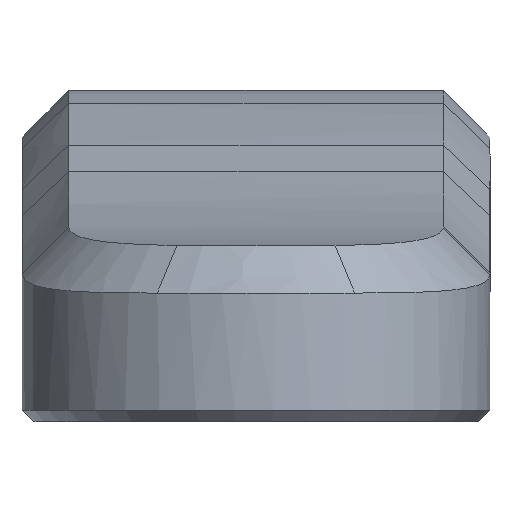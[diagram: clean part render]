
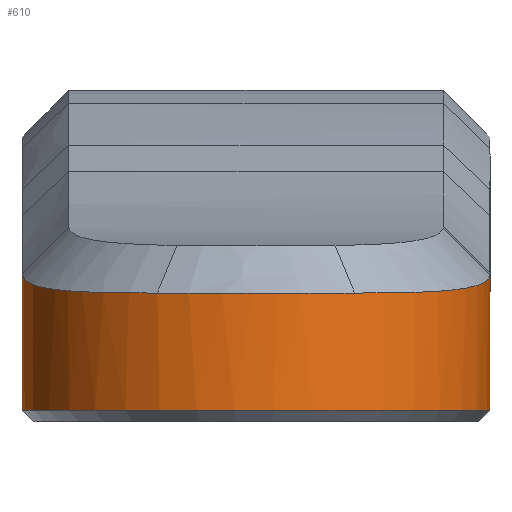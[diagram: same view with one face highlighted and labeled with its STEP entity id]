
A CAD part, front view. The second image highlights one B-rep face of the part: STEP entity #610.
In plain terms, the highlighted cylindrical face has radius 10 mm (diameter 20 mm), a partial arc.
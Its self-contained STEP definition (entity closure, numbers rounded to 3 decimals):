
#28=CYLINDRICAL_SURFACE('',#662,10.);
#41=CIRCLE('',#663,10.);
#68=B_SPLINE_CURVE_WITH_KNOTS('',3,(#1011,#1012,#1013,#1014,#1015,#1016,
#1017,#1018,#1019),.UNSPECIFIED.,.F.,.F.,(4,1,1,1,1,1,4),(4.603,
4.757,5.065,5.219,5.373,5.528,
5.682),.UNSPECIFIED.);
#71=B_SPLINE_CURVE_WITH_KNOTS('',3,(#1059,#1060,#1061,#1062,#1063),
 .UNSPECIFIED.,.F.,.F.,(4,1,4),(-5.128,-4.755,-4.257),
 .UNSPECIFIED.);
#73=B_SPLINE_CURVE_WITH_KNOTS('',3,(#1102,#1103,#1104,#1105,#1106,#1107,
#1108),.UNSPECIFIED.,.F.,.F.,(4,1,1,1,4),(0.417,0.568,
0.871,1.174,1.477),.UNSPECIFIED.);
#114=FACE_OUTER_BOUND('',#155,.T.);
#155=EDGE_LOOP('',(#490,#491,#492,#493,#494,#495));
#204=LINE('',#1265,#249);
#205=LINE('',#1268,#250);
#249=VECTOR('',#765,10.);
#250=VECTOR('',#768,10.);
#286=VERTEX_POINT('',#960);
#288=VERTEX_POINT('',#1010);
#290=VERTEX_POINT('',#1051);
#292=VERTEX_POINT('',#1092);
#301=VERTEX_POINT('',#1264);
#302=VERTEX_POINT('',#1266);
#346=EDGE_CURVE('',#286,#288,#68,.T.);
#351=EDGE_CURVE('',#288,#290,#71,.T.);
#354=EDGE_CURVE('',#290,#292,#73,.T.);
#373=EDGE_CURVE('',#286,#301,#204,.F.);
#374=EDGE_CURVE('',#302,#301,#41,.T.);
#375=EDGE_CURVE('',#302,#292,#205,.T.);
#490=ORIENTED_EDGE('',*,*,#354,.F.);
#491=ORIENTED_EDGE('',*,*,#351,.F.);
#492=ORIENTED_EDGE('',*,*,#346,.F.);
#493=ORIENTED_EDGE('',*,*,#373,.T.);
#494=ORIENTED_EDGE('',*,*,#374,.F.);
#495=ORIENTED_EDGE('',*,*,#375,.T.);
#610=ADVANCED_FACE('',(#114),#28,.T.);
#662=AXIS2_PLACEMENT_3D('',#1263,#763,#764);
#663=AXIS2_PLACEMENT_3D('',#1267,#766,#767);
#763=DIRECTION('center_axis',(0.,0.,1.));
#764=DIRECTION('ref_axis',(-0.01,-1.,0.));
#765=DIRECTION('',(0.,0.,1.));
#766=DIRECTION('center_axis',(0.,0.,-1.));
#767=DIRECTION('ref_axis',(1.,-0.02,0.));
#768=DIRECTION('',(0.,0.,1.));
#960=CARTESIAN_POINT('',(-9.998,-29.803,6.332));
#1010=CARTESIAN_POINT('',(-4.218,-39.067,5.5));
#1011=CARTESIAN_POINT('Ctrl Pts',(-9.998,-29.803,6.332));
#1012=CARTESIAN_POINT('Ctrl Pts',(-10.008,-30.331,6.236));
#1013=CARTESIAN_POINT('Ctrl Pts',(-9.916,-31.974,5.965));
#1014=CARTESIAN_POINT('Ctrl Pts',(-9.215,-34.174,5.715));
#1015=CARTESIAN_POINT('Ctrl Pts',(-8.001,-36.072,5.582));
#1016=CARTESIAN_POINT('Ctrl Pts',(-6.934,-37.264,5.528));
#1017=CARTESIAN_POINT('Ctrl Pts',(-5.679,-38.286,5.503));
#1018=CARTESIAN_POINT('Ctrl Pts',(-4.716,-38.835,5.5));
#1019=CARTESIAN_POINT('Ctrl Pts',(-4.218,-39.067,5.5));
#1051=CARTESIAN_POINT('',(4.218,-39.067,5.5));
#1059=CARTESIAN_POINT('Ctrl Pts',(-4.218,-39.067,5.5));
#1060=CARTESIAN_POINT('Ctrl Pts',(-3.09,-39.592,5.5));
#1061=CARTESIAN_POINT('Ctrl Pts',(-0.227,-40.32,5.5));
#1062=CARTESIAN_POINT('Ctrl Pts',(2.714,-39.767,5.5));
#1063=CARTESIAN_POINT('Ctrl Pts',(4.218,-39.067,5.5));
#1092=CARTESIAN_POINT('',(10.,-30.,6.297));
#1102=CARTESIAN_POINT('Ctrl Pts',(4.218,-39.067,5.5));
#1103=CARTESIAN_POINT('Ctrl Pts',(4.707,-38.839,5.5));
#1104=CARTESIAN_POINT('Ctrl Pts',(6.129,-38.02,5.506));
#1105=CARTESIAN_POINT('Ctrl Pts',(8.032,-36.243,5.557));
#1106=CARTESIAN_POINT('Ctrl Pts',(9.66,-33.264,5.792));
#1107=CARTESIAN_POINT('Ctrl Pts',(10.,-31.047,6.111));
#1108=CARTESIAN_POINT('Ctrl Pts',(10.,-30.,6.297));
#1263=CARTESIAN_POINT('Origin',(0.,-30.,0.));
#1264=CARTESIAN_POINT('',(-9.998,-29.803,0.5));
#1265=CARTESIAN_POINT('',(-9.998,-29.803,0.));
#1266=CARTESIAN_POINT('',(10.,-30.,0.5));
#1267=CARTESIAN_POINT('Origin',(0.,-30.,0.5));
#1268=CARTESIAN_POINT('',(10.,-30.,0.));
